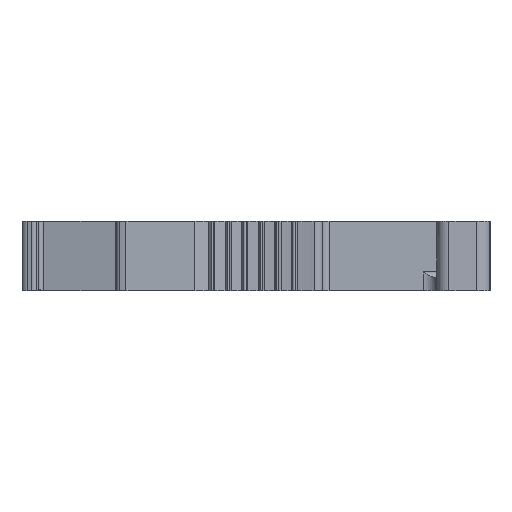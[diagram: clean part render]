
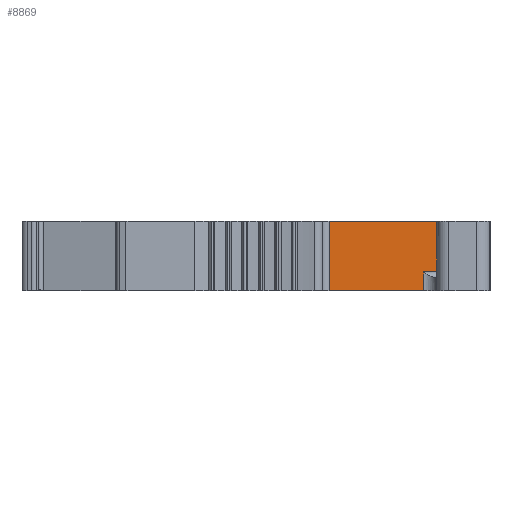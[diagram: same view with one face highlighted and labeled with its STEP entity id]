
A CAD part, left-side view. The second image highlights one B-rep face of the part: STEP entity #8869.
In plain terms, the highlighted planar face has unit normal (-1, 0, 0).
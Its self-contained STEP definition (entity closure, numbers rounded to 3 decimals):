
#1177=DIRECTION('',(0.,1.,0.));
#1178=VECTOR('',#1177,10.2);
#1179=CARTESIAN_POINT('',(-31.8,-33.3,0.));
#1180=LINE('',#1179,#1178);
#1997=DIRECTION('',(0.,1.,0.));
#1998=VECTOR('',#1997,7.1);
#1999=CARTESIAN_POINT('',(-31.8,-30.2,-5.2));
#2000=LINE('',#1999,#1998);
#2650=DIRECTION('',(0.,1.,0.));
#2651=VECTOR('',#2650,3.1);
#2652=CARTESIAN_POINT('',(-31.8,-33.3,-3.8));
#2653=LINE('',#2652,#2651);
#2654=DIRECTION('',(0.,0.,1.));
#2655=VECTOR('',#2654,5.2);
#2656=CARTESIAN_POINT('',(-31.8,-23.1,-5.2));
#2657=LINE('',#2656,#2655);
#2658=DIRECTION('',(0.,0.,1.));
#2659=VECTOR('',#2658,1.4);
#2660=CARTESIAN_POINT('',(-31.8,-30.2,-5.2));
#2661=LINE('',#2660,#2659);
#4190=DIRECTION('',(0.,0.,1.));
#4191=VECTOR('',#4190,3.8);
#4192=CARTESIAN_POINT('',(-31.8,-33.3,-3.8));
#4193=LINE('',#4192,#4191);
#4802=CARTESIAN_POINT('',(-31.8,-23.1,0.));
#4803=VERTEX_POINT('',#4802);
#4804=CARTESIAN_POINT('',(-31.8,-33.3,0.));
#4805=VERTEX_POINT('',#4804);
#5068=CARTESIAN_POINT('',(-31.8,-23.1,-5.2));
#5069=VERTEX_POINT('',#5068);
#5226=CARTESIAN_POINT('',(-31.8,-30.2,-5.2));
#5227=VERTEX_POINT('',#5226);
#5612=CARTESIAN_POINT('',(-31.8,-33.3,-3.8));
#5613=CARTESIAN_POINT('',(-31.8,-30.2,-3.8));
#5614=VERTEX_POINT('',#5612);
#5615=VERTEX_POINT('',#5613);
#8853=CARTESIAN_POINT('',(-31.8,-23.1,0.));
#8854=DIRECTION('',(-1.,0.,0.));
#8855=DIRECTION('',(0.,-1.,0.));
#8856=AXIS2_PLACEMENT_3D('',#8853,#8854,#8855);
#8857=PLANE('',#8856);
#8858=ORIENTED_EDGE('',*,*,#8843,.T.);
#8860=ORIENTED_EDGE('',*,*,#8859,.F.);
#8861=ORIENTED_EDGE('',*,*,#7705,.T.);
#8863=ORIENTED_EDGE('',*,*,#8862,.T.);
#8864=ORIENTED_EDGE('',*,*,#7120,.F.);
#8866=ORIENTED_EDGE('',*,*,#8865,.F.);
#8867=EDGE_LOOP('',(#8858,#8860,#8861,#8863,#8864,#8866));
#8868=FACE_OUTER_BOUND('',#8867,.F.);
#7120=EDGE_CURVE('',#4805,#4803,#1180,.T.);
#7705=EDGE_CURVE('',#5227,#5069,#2000,.T.);
#8843=EDGE_CURVE('',#5614,#5615,#2653,.T.);
#8859=EDGE_CURVE('',#5227,#5615,#2661,.T.);
#8862=EDGE_CURVE('',#5069,#4803,#2657,.T.);
#8865=EDGE_CURVE('',#5614,#4805,#4193,.T.);
#8869=ADVANCED_FACE('',(#8868),#8857,.T.);
